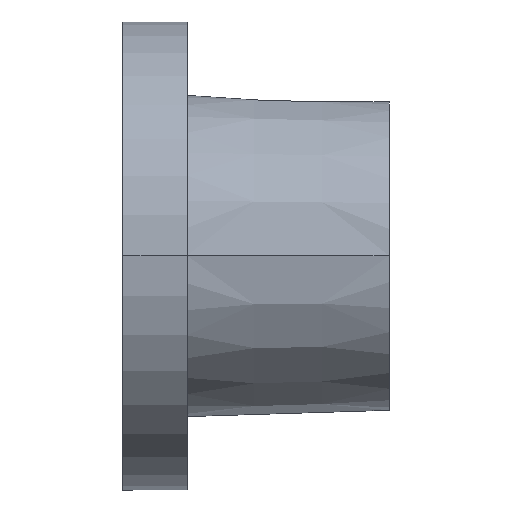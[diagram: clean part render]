
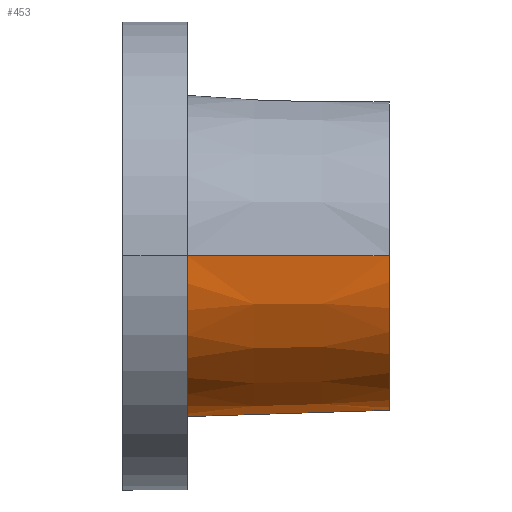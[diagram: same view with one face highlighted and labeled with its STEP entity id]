
A CAD part, top view. The second image highlights one B-rep face of the part: STEP entity #453.
In plain terms, the highlighted conical face has half-angle 1.79 degrees and reference radius 27.781 mm.
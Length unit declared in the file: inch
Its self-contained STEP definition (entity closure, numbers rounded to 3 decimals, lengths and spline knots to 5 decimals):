
#15 = VERTEX_POINT ( 'NONE', #911 ) ;
#16 = LINE ( 'NONE', #630, #92 ) ;
#71 = CARTESIAN_POINT ( 'NONE',  ( 0., 0., 0.00218 ) ) ;
#92 = VECTOR ( 'NONE', #160, 39.37008 ) ;
#114 = ORIENTED_EDGE ( 'NONE', *, *, #583, .F. ) ;
#153 = DIRECTION ( 'NONE',  ( 0., 0., -1. ) ) ;
#160 = DIRECTION ( 'NONE',  ( -1., 0., 0.031 ) ) ;
#169 = CIRCLE ( 'NONE', #552, 1.09375 ) ;
#200 = CONICAL_SURFACE ( 'NONE', #848, 1.09375, 0.031 ) ;
#237 = CARTESIAN_POINT ( 'NONE',  ( 1.375, 0., 1.05296 ) ) ;
#265 = CIRCLE ( 'NONE', #827, 1.05078 ) ;
#279 = DIRECTION ( 'NONE',  ( -1., 0., 0. ) ) ;
#281 = FACE_OUTER_BOUND ( 'NONE', #1025, .T. ) ;
#300 = CARTESIAN_POINT ( 'NONE',  ( 0., -1.09362, 0.01909 ) ) ;
#320 = DIRECTION ( 'NONE',  ( 1., 0., 0. ) ) ;
#342 = VERTEX_POINT ( 'NONE', #413 ) ;
#377 = CARTESIAN_POINT ( 'NONE',  ( 1.375, -1.05065, 0.01834 ) ) ;
#413 = CARTESIAN_POINT ( 'NONE',  ( 0., -1.09362, 0.01909 ) ) ;
#422 = VERTEX_POINT ( 'NONE', #590 ) ;
#435 = CARTESIAN_POINT ( 'NONE',  ( 0., 0., 0.00218 ) ) ;
#442 = B_SPLINE_CURVE_WITH_KNOTS ( 'NONE', 3,
 ( #377, #694, #780, #300 ),
 .UNSPECIFIED., .F., .F.,
 ( 4, 4 ),
 ( 0., 0.03494 ),
 .UNSPECIFIED. ) ;
#453 = ADVANCED_FACE ( 'NONE', ( #281 ), #200, .T. ) ;
#552 = AXIS2_PLACEMENT_3D ( 'NONE', #71, #625, #153 ) ;
#583 = EDGE_CURVE ( 'NONE', #422, #342, #442, .T. ) ;
#590 = CARTESIAN_POINT ( 'NONE',  ( 1.375, -1.05065, 0.01834 ) ) ;
#625 = DIRECTION ( 'NONE',  ( 1., 0., 0. ) ) ;
#630 = CARTESIAN_POINT ( 'NONE',  ( 0., 0., 1.09593 ) ) ;
#638 = EDGE_CURVE ( 'NONE', #15, #342, #169, .T. ) ;
#692 = EDGE_CURVE ( 'NONE', #710, #15, #16, .T. ) ;
#694 = CARTESIAN_POINT ( 'NONE',  ( 0.91667, -1.06498, 0.01859 ) ) ;
#710 = VERTEX_POINT ( 'NONE', #237 ) ;
#745 = EDGE_CURVE ( 'NONE', #710, #422, #265, .T. ) ;
#754 = DIRECTION ( 'NONE',  ( 0., 0., -1. ) ) ;
#780 = CARTESIAN_POINT ( 'NONE',  ( 0.45833, -1.0793, 0.01884 ) ) ;
#803 = CARTESIAN_POINT ( 'NONE',  ( 1.375, 0., 0.00218 ) ) ;
#827 = AXIS2_PLACEMENT_3D ( 'NONE', #803, #320, #886 ) ;
#848 = AXIS2_PLACEMENT_3D ( 'NONE', #435, #279, #754 ) ;
#886 = DIRECTION ( 'NONE',  ( 0., 0., -1. ) ) ;
#896 = ORIENTED_EDGE ( 'NONE', *, *, #638, .T. ) ;
#911 = CARTESIAN_POINT ( 'NONE',  ( 0., 0., 1.09593 ) ) ;
#933 = ORIENTED_EDGE ( 'NONE', *, *, #745, .F. ) ;
#946 = ORIENTED_EDGE ( 'NONE', *, *, #692, .T. ) ;
#1025 = EDGE_LOOP ( 'NONE', ( #933, #946, #896, #114 ) ) ;
